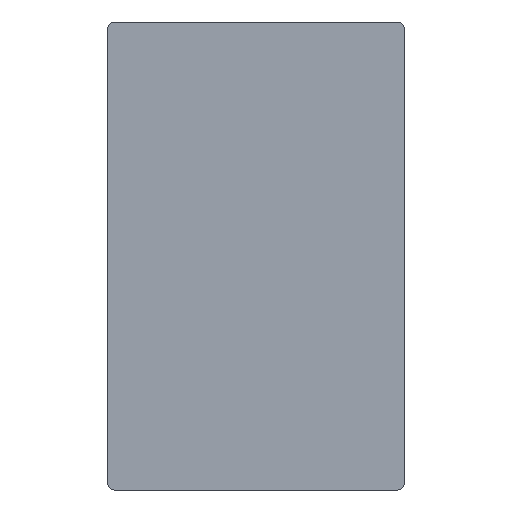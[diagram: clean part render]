
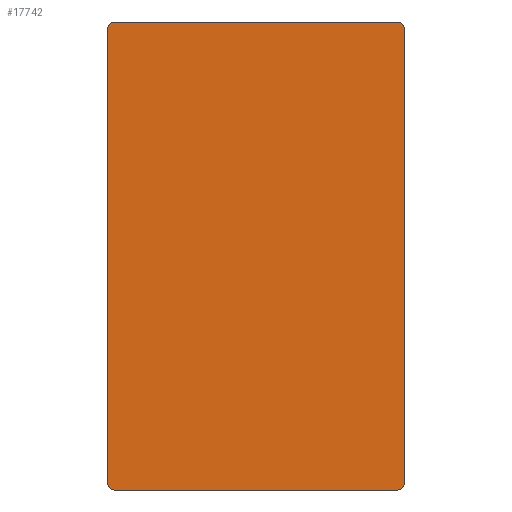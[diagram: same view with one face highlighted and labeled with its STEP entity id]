
A CAD part, left-side view. The second image highlights one B-rep face of the part: STEP entity #17742.
In plain terms, the highlighted planar face has unit normal (-1, 0, 0).
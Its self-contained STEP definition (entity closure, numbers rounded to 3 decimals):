
#408=PLANE('',#19075);
#1371=FACE_OUTER_BOUND('',#2568,.T.);
#2568=EDGE_LOOP('',(#13287,#13288,#13289,#13290,#13291,#13292,#13293,#13294));
#3526=CIRCLE('',#19055,3.);
#3530=CIRCLE('',#19062,3.);
#3531=CIRCLE('',#19065,3.);
#3532=CIRCLE('',#19067,3.);
#4730=LINE('',#29316,#5928);
#4740=LINE('',#29345,#5938);
#4752=LINE('',#29373,#5950);
#4753=LINE('',#29375,#5951);
#5928=VECTOR('',#21685,10.);
#5938=VECTOR('',#21709,10.);
#5950=VECTOR('',#21741,10.);
#5951=VECTOR('',#21744,10.);
#7797=VERTEX_POINT('',#29306);
#7798=VERTEX_POINT('',#29308);
#7800=VERTEX_POINT('',#29314);
#7810=VERTEX_POINT('',#29338);
#7811=VERTEX_POINT('',#29340);
#7812=VERTEX_POINT('',#29344);
#7813=VERTEX_POINT('',#29348);
#7814=VERTEX_POINT('',#29352);
#9722=EDGE_CURVE('',#7797,#7798,#3526,.T.);
#9726=EDGE_CURVE('',#7800,#7797,#4730,.F.);
#9738=EDGE_CURVE('',#7810,#7811,#3530,.T.);
#9740=EDGE_CURVE('',#7811,#7812,#4740,.F.);
#9742=EDGE_CURVE('',#7812,#7813,#3531,.T.);
#9745=EDGE_CURVE('',#7814,#7800,#3532,.T.);
#9754=EDGE_CURVE('',#7813,#7814,#4752,.F.);
#9755=EDGE_CURVE('',#7798,#7810,#4753,.F.);
#13287=ORIENTED_EDGE('',*,*,#9722,.F.);
#13288=ORIENTED_EDGE('',*,*,#9726,.F.);
#13289=ORIENTED_EDGE('',*,*,#9745,.F.);
#13290=ORIENTED_EDGE('',*,*,#9754,.F.);
#13291=ORIENTED_EDGE('',*,*,#9742,.F.);
#13292=ORIENTED_EDGE('',*,*,#9740,.F.);
#13293=ORIENTED_EDGE('',*,*,#9738,.F.);
#13294=ORIENTED_EDGE('',*,*,#9755,.F.);
#17742=ADVANCED_FACE('',(#1371),#408,.F.);
#19055=AXIS2_PLACEMENT_3D('',#29309,#21678,#21679);
#19062=AXIS2_PLACEMENT_3D('',#29341,#21704,#21705);
#19065=AXIS2_PLACEMENT_3D('',#29349,#21713,#21714);
#19067=AXIS2_PLACEMENT_3D('',#29354,#21719,#21720);
#19075=AXIS2_PLACEMENT_3D('',#29376,#21745,#21746);
#21678=DIRECTION('center_axis',(1.,0.,0.));
#21679=DIRECTION('ref_axis',(0.,-0.707,0.707));
#21685=DIRECTION('',(0.,1.,0.));
#21704=DIRECTION('center_axis',(1.,0.,0.));
#21705=DIRECTION('ref_axis',(0.,-0.707,-0.707));
#21709=DIRECTION('',(0.,-1.,0.));
#21713=DIRECTION('center_axis',(1.,0.,0.));
#21714=DIRECTION('ref_axis',(0.,0.707,-0.707));
#21719=DIRECTION('center_axis',(1.,0.,0.));
#21720=DIRECTION('ref_axis',(0.,0.707,0.707));
#21741=DIRECTION('',(0.,0.,-1.));
#21744=DIRECTION('',(0.,0.,1.));
#21745=DIRECTION('center_axis',(1.,0.,0.));
#21746=DIRECTION('ref_axis',(0.,0.,-1.));
#29306=CARTESIAN_POINT('',(-40.5,-66.,155.));
#29308=CARTESIAN_POINT('',(-40.5,-69.,152.));
#29309=CARTESIAN_POINT('Origin',(-40.5,-66.,152.));
#29314=CARTESIAN_POINT('',(-40.5,66.,155.));
#29316=CARTESIAN_POINT('',(-40.5,33.,155.));
#29338=CARTESIAN_POINT('',(-40.5,-69.,-60.));
#29340=CARTESIAN_POINT('',(-40.5,-66.,-63.));
#29341=CARTESIAN_POINT('Origin',(-40.5,-66.,-60.));
#29344=CARTESIAN_POINT('',(-40.5,66.,-63.));
#29345=CARTESIAN_POINT('',(-40.5,-33.,-63.));
#29348=CARTESIAN_POINT('',(-40.5,69.,-60.));
#29349=CARTESIAN_POINT('Origin',(-40.5,66.,-60.));
#29352=CARTESIAN_POINT('',(-40.5,69.,152.));
#29354=CARTESIAN_POINT('Origin',(-40.5,66.,152.));
#29373=CARTESIAN_POINT('',(-40.5,69.,-7.));
#29375=CARTESIAN_POINT('',(-40.5,-69.,99.));
#29376=CARTESIAN_POINT('Origin',(-40.5,0.,46.));
